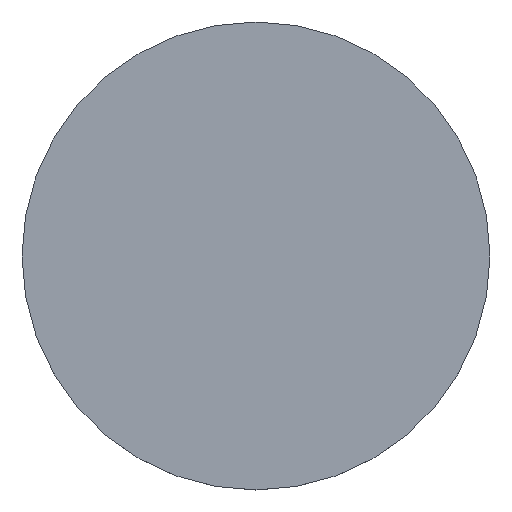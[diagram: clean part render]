
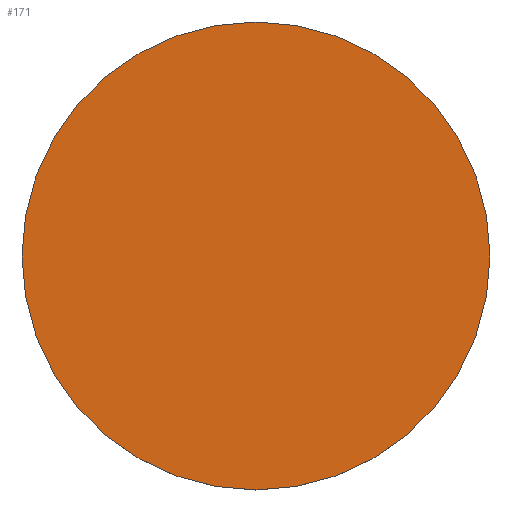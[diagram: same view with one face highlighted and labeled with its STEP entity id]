
A CAD part, top view. The second image highlights one B-rep face of the part: STEP entity #171.
In plain terms, the highlighted planar face has unit normal (0, 0, 1).
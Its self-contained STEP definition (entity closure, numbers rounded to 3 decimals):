
#3 = ORIENTED_EDGE ( 'NONE', *, *, #174, .T. ) ;
#10 = AXIS2_PLACEMENT_3D ( 'NONE', #92, #130, #144 ) ;
#16 = PLANE ( 'NONE',  #158 ) ;
#53 = DIRECTION ( 'NONE',  ( 0., 0., 1. ) ) ;
#62 = DIRECTION ( 'NONE',  ( 1., 0., 0. ) ) ;
#63 = CARTESIAN_POINT ( 'NONE',  ( 150., 0., 10. ) ) ;
#64 = DIRECTION ( 'NONE',  ( 0., 0., 1. ) ) ;
#66 = FACE_OUTER_BOUND ( 'NONE', #98, .T. ) ;
#92 = CARTESIAN_POINT ( 'NONE',  ( 0., 0., 10. ) ) ;
#98 = EDGE_LOOP ( 'NONE', ( #3, #166 ) ) ;
#101 = DIRECTION ( 'NONE',  ( 1., 0., 0. ) ) ;
#109 = AXIS2_PLACEMENT_3D ( 'NONE', #112, #64, #62 ) ;
#112 = CARTESIAN_POINT ( 'NONE',  ( 0., 0., 10. ) ) ;
#120 = CIRCLE ( 'NONE', #109, 150. ) ;
#128 = CARTESIAN_POINT ( 'NONE',  ( -150., 0., 10. ) ) ;
#130 = DIRECTION ( 'NONE',  ( 0., 0., 1. ) ) ;
#135 = VERTEX_POINT ( 'NONE', #63 ) ;
#140 = CIRCLE ( 'NONE', #10, 150. ) ;
#144 = DIRECTION ( 'NONE',  ( 1., 0., 0. ) ) ;
#152 = EDGE_CURVE ( 'NONE', #135, #153, #140, .T. ) ;
#153 = VERTEX_POINT ( 'NONE', #128 ) ;
#157 = CARTESIAN_POINT ( 'NONE',  ( 0., 0., 10. ) ) ;
#158 = AXIS2_PLACEMENT_3D ( 'NONE', #157, #53, #101 ) ;
#166 = ORIENTED_EDGE ( 'NONE', *, *, #152, .T. ) ;
#171 = ADVANCED_FACE ( 'NONE', ( #66 ), #16, .T. ) ;
#174 = EDGE_CURVE ( 'NONE', #153, #135, #120, .T. ) ;
